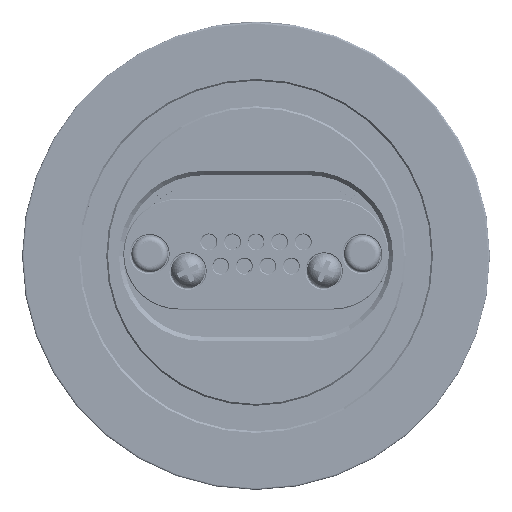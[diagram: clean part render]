
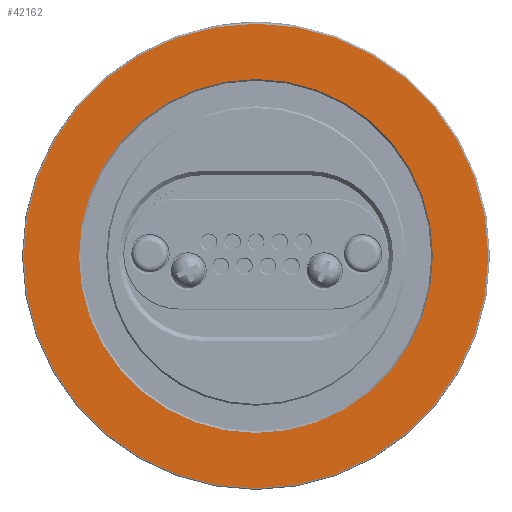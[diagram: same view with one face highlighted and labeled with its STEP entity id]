
A CAD part, top view. The second image highlights one B-rep face of the part: STEP entity #42162.
In plain terms, the highlighted planar face has unit normal (0, 0, 1).
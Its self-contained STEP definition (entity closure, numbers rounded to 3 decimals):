
#226 = DIRECTION ( 'NONE',  ( -1., 0., 0. ) ) ;
#453 = ORIENTED_EDGE ( 'NONE', *, *, #24500, .T. ) ;
#2135 = CARTESIAN_POINT ( 'NONE',  ( 0., 0., 0. ) ) ;
#2468 = CARTESIAN_POINT ( 'NONE',  ( 0., 0., 0. ) ) ;
#7071 = VERTEX_POINT ( 'NONE', #37719 ) ;
#11483 = FACE_BOUND ( 'NONE', #40915, .T. ) ;
#13440 = CARTESIAN_POINT ( 'NONE',  ( 0., 0., 0. ) ) ;
#15744 = AXIS2_PLACEMENT_3D ( 'NONE', #2135, #34273, #52582 ) ;
#16134 = AXIS2_PLACEMENT_3D ( 'NONE', #13440, #23047, #226 ) ;
#22033 = EDGE_LOOP ( 'NONE', ( #453 ) ) ;
#23047 = DIRECTION ( 'NONE',  ( 0., 0., 1. ) ) ;
#24500 = EDGE_CURVE ( 'NONE', #7071, #7071, #41040, .T. ) ;
#27136 = ORIENTED_EDGE ( 'NONE', *, *, #38398, .T. ) ;
#28926 = DIRECTION ( 'NONE',  ( -1., 0., 0. ) ) ;
#30148 = CIRCLE ( 'NONE', #15744, 20.8 ) ;
#34273 = DIRECTION ( 'NONE',  ( 0., 0., -1. ) ) ;
#36164 = VERTEX_POINT ( 'NONE', #37028 ) ;
#37028 = CARTESIAN_POINT ( 'NONE',  ( -20.8, 0., 0. ) ) ;
#37719 = CARTESIAN_POINT ( 'NONE',  ( -27.3, 0., 0. ) ) ;
#38398 = EDGE_CURVE ( 'NONE', #36164, #36164, #30148, .T. ) ;
#38539 = PLANE ( 'NONE',  #52946 ) ;
#40915 = EDGE_LOOP ( 'NONE', ( #27136 ) ) ;
#41040 = CIRCLE ( 'NONE', #16134, 27.3 ) ;
#42162 = ADVANCED_FACE ( 'NONE', ( #11483, #48420 ), #38539, .F. ) ;
#43888 = DIRECTION ( 'NONE',  ( 0., 0., -1. ) ) ;
#48420 = FACE_OUTER_BOUND ( 'NONE', #22033, .T. ) ;
#52582 = DIRECTION ( 'NONE',  ( -1., 0., 0. ) ) ;
#52946 = AXIS2_PLACEMENT_3D ( 'NONE', #2468, #43888, #28926 ) ;
